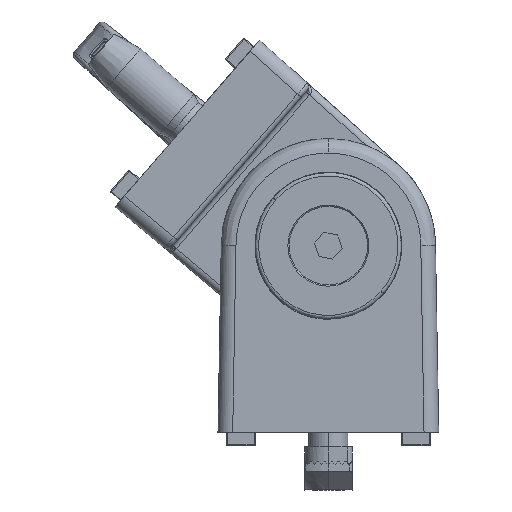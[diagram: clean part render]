
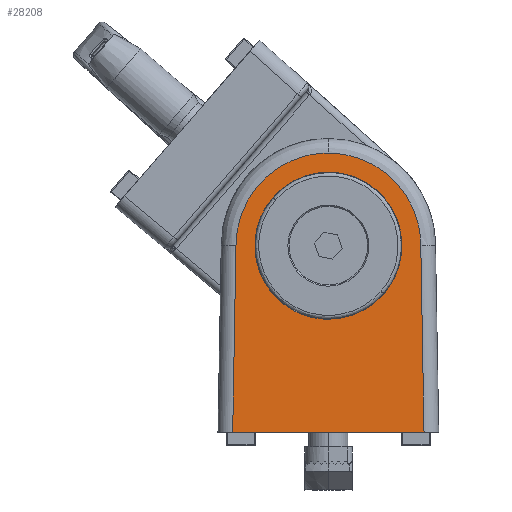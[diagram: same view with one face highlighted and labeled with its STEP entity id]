
A CAD part, left-side view. The second image highlights one B-rep face of the part: STEP entity #28208.
In plain terms, the highlighted face is planar.
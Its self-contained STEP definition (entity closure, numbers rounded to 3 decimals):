
#917 = CARTESIAN_POINT ( 'NONE',  ( -19.5, 0., 22.5 ) ) ;
#1770 = CARTESIAN_POINT ( 'NONE',  ( 16.415, 47.375, 21.673 ) ) ;
#2998 = CARTESIAN_POINT ( 'NONE',  ( -2.483, 56.766, 21.509 ) ) ;
#4348 = PLANE ( 'NONE',  #12686 ) ;
#4642 = CARTESIAN_POINT ( 'NONE',  ( 0., 52.984, 21.575 ) ) ;
#4719 = CARTESIAN_POINT ( 'NONE',  ( 16.995, 46.271, 21.692 ) ) ;
#4914 = CARTESIAN_POINT ( 'NONE',  ( 0., 23.007, 22.098 ) ) ;
#5960 = CARTESIAN_POINT ( 'NONE',  ( -18.838, 39.209, 21.816 ) ) ;
#6382 = CARTESIAN_POINT ( 'NONE',  ( -15.05, 49.449, 21.637 ) ) ;
#6534 = VERTEX_POINT ( 'NONE', #28934 ) ;
#7108 = VERTEX_POINT ( 'NONE', #23366 ) ;
#7290 = CARTESIAN_POINT ( 'NONE',  ( 0., 23.007, 22.098 ) ) ;
#7666 = EDGE_CURVE ( 'NONE', #7108, #29108, #33158, .T. ) ;
#7712 = EDGE_LOOP ( 'NONE', ( #32328, #32540 ) ) ;
#7711 = CARTESIAN_POINT ( 'NONE',  ( 4.917, 56.278, 21.518 ) ) ;
#8595 = DIRECTION ( 'NONE',  ( 1., 0., 0. ) ) ;
#8654 = DIRECTION ( 'NONE',  ( 0.017, 1., -0.017 ) ) ;
#9253 = CARTESIAN_POINT ( 'NONE',  ( -9.499, 54.366, 21.551 ) ) ;
#9398 = CARTESIAN_POINT ( 'NONE',  ( -11.558, 52.978, 21.575 ) ) ;
#9538 = CARTESIAN_POINT ( 'NONE',  ( -12.518, 52.182, 21.589 ) ) ;
#9687 = CARTESIAN_POINT ( 'NONE',  ( 18.838, 37.936, 21.838 ) ) ;
#10645 = VECTOR ( 'NONE', #8595, 1000. ) ;
#12686 = AXIS2_PLACEMENT_3D ( 'NONE', #39385, #26885, #13838 ) ;
#12886 = CARTESIAN_POINT ( 'NONE',  ( -18.728, 40.391, 21.795 ) ) ;
#12909 = ORIENTED_EDGE ( 'NONE', *, *, #31922, .F. ) ;
#13371 = LINE ( 'NONE', #9687, #30459 ) ;
#13583 = VERTEX_POINT ( 'NONE', #24862 ) ;
#13829 = CARTESIAN_POINT ( 'NONE',  ( 0., 56.889, 21.507 ) ) ;
#13838 = DIRECTION ( 'NONE',  ( 0., 1., -0.017 ) ) ;
#14155 = EDGE_CURVE ( 'NONE', #20725, #14191, #14936, .T. ) ;
#14191 = VERTEX_POINT ( 'NONE', #27074 ) ;
#14601 = CARTESIAN_POINT ( 'NONE',  ( 0., 52.984, 21.575 ) ) ;
#14936 =( BOUNDED_CURVE ( )  B_SPLINE_CURVE ( 3, ( #23838, #36486, #40289, #14601 ),
 .UNSPECIFIED., .F., .F. ) 
 B_SPLINE_CURVE_WITH_KNOTS ( ( 4, 4 ),
 ( 0., 3.142 ),
 .UNSPECIFIED. ) 
 CURVE ( )  GEOMETRIC_REPRESENTATION_ITEM ( )  RATIONAL_B_SPLINE_CURVE ( ( 1., 0.333, 0.333, 1. ) ) 
 REPRESENTATION_ITEM ( '' )  );
#16013 = CARTESIAN_POINT ( 'NONE',  ( -18.278, 42.773, 21.753 ) ) ;
#16179 = ORIENTED_EDGE ( 'NONE', *, *, #17935, .F. ) ;
#17663 = EDGE_LOOP ( 'NONE', ( #12909, #28338, #16179, #39062, #33440 ) ) ;
#17909 = CARTESIAN_POINT ( 'NONE',  ( 18.838, 39.209, 21.816 ) ) ;
#17935 = EDGE_CURVE ( 'NONE', #33031, #7108, #20074, .T. ) ;
#19139 = CARTESIAN_POINT ( 'NONE',  ( -18.837, 38.027, 21.836 ) ) ;
#19417 = CARTESIAN_POINT ( 'NONE',  ( -1.241, 56.889, 21.507 ) ) ;
#20074 = LINE ( 'NONE', #40419, #30062 ) ;
#20220 = EDGE_CURVE ( 'NONE', #14191, #20725, #25415, .T. ) ;
#20725 = VERTEX_POINT ( 'NONE', #7290 ) ;
#20847 = CARTESIAN_POINT ( 'NONE',  ( 18.728, 40.391, 21.795 ) ) ;
#21095 = FACE_OUTER_BOUND ( 'NONE', #17663, .T. ) ;
#21231 = CARTESIAN_POINT ( 'NONE',  ( 2.483, 56.766, 21.509 ) ) ;
#22188 = CARTESIAN_POINT ( 'NONE',  ( 0., 56.889, 21.507 ) ) ;
#23366 = CARTESIAN_POINT ( 'NONE',  ( -18.837, 38.027, 21.836 ) ) ;
#23838 = CARTESIAN_POINT ( 'NONE',  ( 0., 23.007, 22.098 ) ) ;
#24215 = CARTESIAN_POINT ( 'NONE',  ( -29.977, 52.984, 21.575 ) ) ;
#24471 = EDGE_CURVE ( 'NONE', #33031, #6534, #38800, .T. ) ;
#24862 = CARTESIAN_POINT ( 'NONE',  ( 18.837, 38.027, 21.836 ) ) ;
#25415 =( BOUNDED_CURVE ( )  B_SPLINE_CURVE ( 3, ( #4642, #24215, #30408, #4914 ),
 .UNSPECIFIED., .F., .F. ) 
 B_SPLINE_CURVE_WITH_KNOTS ( ( 4, 4 ),
 ( 3.142, 6.283 ),
 .UNSPECIFIED. ) 
 CURVE ( )  GEOMETRIC_REPRESENTATION_ITEM ( )  RATIONAL_B_SPLINE_CURVE ( ( 1., 0.333, 0.333, 1. ) ) 
 REPRESENTATION_ITEM ( '' )  );
#26885 = DIRECTION ( 'NONE',  ( 0., -0.017, -1. ) ) ;
#27074 = CARTESIAN_POINT ( 'NONE',  ( 0., 52.984, 21.575 ) ) ;
#27556 = CARTESIAN_POINT ( 'NONE',  ( 18.278, 42.773, 21.753 ) ) ;
#27875 = CARTESIAN_POINT ( 'NONE',  ( 22.5, 0., 22.5 ) ) ;
#28208 = ADVANCED_FACE ( 'NONE', ( #34651, #21095 ), #4348, .F. ) ;
#28338 = ORIENTED_EDGE ( 'NONE', *, *, #7666, .F. ) ;
#28784 = CARTESIAN_POINT ( 'NONE',  ( -16.415, 47.375, 21.673 ) ) ;
#28919 = CARTESIAN_POINT ( 'NONE',  ( -14.264, 50.418, 21.62 ) ) ;
#28934 = CARTESIAN_POINT ( 'NONE',  ( 19.5, 0., 22.5 ) ) ;
#29108 = VERTEX_POINT ( 'NONE', #13829 ) ;
#30062 = VECTOR ( 'NONE', #8654, 1000. ) ;
#30207 = CARTESIAN_POINT ( 'NONE',  ( 12.518, 52.182, 21.589 ) ) ;
#30348 = CARTESIAN_POINT ( 'NONE',  ( 11.558, 52.978, 21.575 ) ) ;
#30408 = CARTESIAN_POINT ( 'NONE',  ( -29.977, 23.007, 22.098 ) ) ;
#30459 = VECTOR ( 'NONE', #31995, 1000. ) ;
#30619 = CARTESIAN_POINT ( 'NONE',  ( 17.926, 43.969, 21.733 ) ) ;
#30756 = CARTESIAN_POINT ( 'NONE',  ( 18.837, 38.027, 21.836 ) ) ;
#31718 = CARTESIAN_POINT ( 'NONE',  ( -4.917, 56.278, 21.518 ) ) ;
#31922 = EDGE_CURVE ( 'NONE', #29108, #13583, #41066, .T. ) ;
#31995 = DIRECTION ( 'NONE',  ( 0.017, -1., 0.017 ) ) ;
#32275 = CARTESIAN_POINT ( 'NONE',  ( -8.401, 54.958, 21.541 ) ) ;
#32328 = ORIENTED_EDGE ( 'NONE', *, *, #14155, .F. ) ;
#32540 = ORIENTED_EDGE ( 'NONE', *, *, #20220, .F. ) ;
#33031 = VERTEX_POINT ( 'NONE', #917 ) ;
#33158 =( BOUNDED_CURVE ( )  B_SPLINE_CURVE ( 3, ( #19139, #5960, #12886, #16013, #41562, #38599, #28784, #6382, #28919, #9538, #9398, #9253, #32275, #38189, #31718, #2998, #19417, #22188 ),
 .UNSPECIFIED., .F., .T. ) 
 B_SPLINE_CURVE_WITH_KNOTS ( ( 4, 2, 2, 2, 2, 2, 2, 2, 4 ),
 ( 0., 0.12, 0.246, 0.371, 0.497, 0.623, 0.749, 0.874, 1. ),
 .UNSPECIFIED. ) 
 CURVE ( )  GEOMETRIC_REPRESENTATION_ITEM ( )  RATIONAL_B_SPLINE_CURVE ( ( 1., 1., 1., 1., 1., 1., 1., 1., 1., 1., 1., 1., 1., 1., 1., 1., 1., 1. ) ) 
 REPRESENTATION_ITEM ( '' )  );
#33440 = ORIENTED_EDGE ( 'NONE', *, *, #39841, .F. ) ;
#33567 = CARTESIAN_POINT ( 'NONE',  ( 8.401, 54.958, 21.541 ) ) ;
#33847 = CARTESIAN_POINT ( 'NONE',  ( 1.241, 56.889, 21.507 ) ) ;
#33979 = CARTESIAN_POINT ( 'NONE',  ( 9.499, 54.366, 21.551 ) ) ;
#34651 = FACE_BOUND ( 'NONE', #7712, .T. ) ;
#36486 = CARTESIAN_POINT ( 'NONE',  ( 29.977, 23.007, 22.098 ) ) ;
#36671 = CARTESIAN_POINT ( 'NONE',  ( 14.264, 50.418, 21.62 ) ) ;
#36828 = CARTESIAN_POINT ( 'NONE',  ( 0., 56.889, 21.507 ) ) ;
#38189 = CARTESIAN_POINT ( 'NONE',  ( -6.11, 55.914, 21.524 ) ) ;
#38599 = CARTESIAN_POINT ( 'NONE',  ( -16.995, 46.271, 21.692 ) ) ;
#38800 = LINE ( 'NONE', #27875, #10645 ) ;
#39062 = ORIENTED_EDGE ( 'NONE', *, *, #24471, .T. ) ;
#39385 = CARTESIAN_POINT ( 'NONE',  ( -25., 0., 22.5 ) ) ;
#39841 = EDGE_CURVE ( 'NONE', #13583, #6534, #13371, .T. ) ;
#39911 = CARTESIAN_POINT ( 'NONE',  ( 6.11, 55.914, 21.524 ) ) ;
#40059 = CARTESIAN_POINT ( 'NONE',  ( 15.05, 49.449, 21.637 ) ) ;
#40289 = CARTESIAN_POINT ( 'NONE',  ( 29.977, 52.984, 21.575 ) ) ;
#40419 = CARTESIAN_POINT ( 'NONE',  ( -19.501, -0.052, 22.501 ) ) ;
#41066 = B_SPLINE_CURVE_WITH_KNOTS ( 'NONE', 3,
 ( #36828, #33847, #21231, #7711, #39911, #33567, #33979, #30348, #30207, #36671, #40059, #1770, #4719, #30619, #27556, #20847, #17909, #30756 ),
 .UNSPECIFIED., .F., .F.,
 ( 4, 2, 2, 2, 2, 2, 2, 2, 4 ),
 ( 0., 0.126, 0.251, 0.377, 0.503, 0.629, 0.754, 0.88, 1. ),
 .UNSPECIFIED. ) ;
#41562 = CARTESIAN_POINT ( 'NONE',  ( -17.926, 43.969, 21.733 ) ) ;
